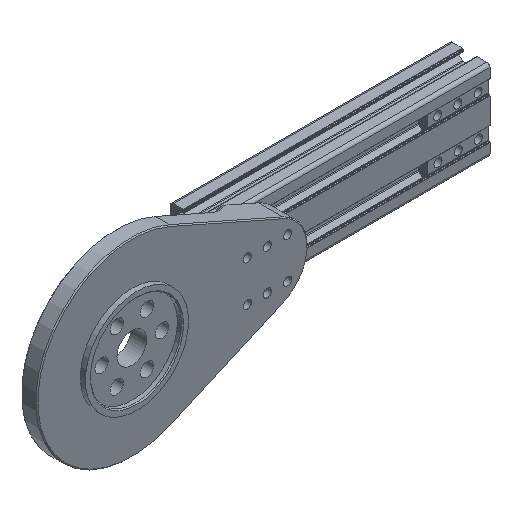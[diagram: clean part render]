
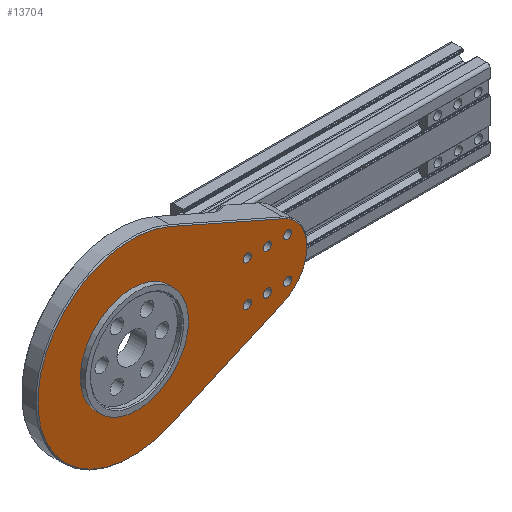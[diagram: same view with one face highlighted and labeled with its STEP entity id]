
A CAD part, isometric view. The second image highlights one B-rep face of the part: STEP entity #13704.
In plain terms, the highlighted face is planar.
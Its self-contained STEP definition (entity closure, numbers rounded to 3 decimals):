
#727=FACE_BOUND('',#2126,.T.);
#728=FACE_BOUND('',#2127,.T.);
#729=FACE_BOUND('',#2128,.T.);
#730=FACE_BOUND('',#2129,.T.);
#731=FACE_BOUND('',#2130,.T.);
#732=FACE_BOUND('',#2131,.T.);
#733=FACE_BOUND('',#2132,.T.);
#1405=FACE_OUTER_BOUND('',#2125,.T.);
#2125=EDGE_LOOP('',(#12462,#12463,#12464,#12465));
#2126=EDGE_LOOP('',(#12466));
#2127=EDGE_LOOP('',(#12467));
#2128=EDGE_LOOP('',(#12468));
#2129=EDGE_LOOP('',(#12469));
#2130=EDGE_LOOP('',(#12470));
#2131=EDGE_LOOP('',(#12471));
#2132=EDGE_LOOP('',(#12472));
#3327=LINE('',#24718,#4508);
#3331=LINE('',#24730,#4512);
#4508=VECTOR('',#18856,10.);
#4512=VECTOR('',#18868,10.);
#5086=CIRCLE('',#15098,19.5);
#5088=CIRCLE('',#15102,46.5);
#5090=CIRCLE('',#15107,25.5);
#5091=CIRCLE('',#15108,2.);
#5092=CIRCLE('',#15109,2.);
#5093=CIRCLE('',#15110,2.);
#5094=CIRCLE('',#15111,2.);
#5095=CIRCLE('',#15112,2.);
#5096=CIRCLE('',#15113,2.);
#6434=VERTEX_POINT('',#24711);
#6437=VERTEX_POINT('',#24716);
#6438=VERTEX_POINT('',#24720);
#6440=VERTEX_POINT('',#24726);
#6448=VERTEX_POINT('',#24837);
#6449=VERTEX_POINT('',#24839);
#6450=VERTEX_POINT('',#24841);
#6451=VERTEX_POINT('',#24843);
#6452=VERTEX_POINT('',#24845);
#6453=VERTEX_POINT('',#24847);
#6454=VERTEX_POINT('',#24849);
#8450=EDGE_CURVE('',#6437,#6434,#3327,.T.);
#8453=EDGE_CURVE('',#6434,#6438,#5086,.T.);
#8456=EDGE_CURVE('',#6438,#6440,#3331,.T.);
#8458=EDGE_CURVE('',#6440,#6437,#5088,.T.);
#8468=EDGE_CURVE('',#6448,#6448,#5090,.T.);
#8469=EDGE_CURVE('',#6449,#6449,#5091,.T.);
#8470=EDGE_CURVE('',#6450,#6450,#5092,.T.);
#8471=EDGE_CURVE('',#6451,#6451,#5093,.T.);
#8472=EDGE_CURVE('',#6452,#6452,#5094,.T.);
#8473=EDGE_CURVE('',#6453,#6453,#5095,.T.);
#8474=EDGE_CURVE('',#6454,#6454,#5096,.T.);
#12462=ORIENTED_EDGE('',*,*,#8450,.F.);
#12463=ORIENTED_EDGE('',*,*,#8458,.F.);
#12464=ORIENTED_EDGE('',*,*,#8456,.F.);
#12465=ORIENTED_EDGE('',*,*,#8453,.F.);
#12466=ORIENTED_EDGE('',*,*,#8468,.T.);
#12467=ORIENTED_EDGE('',*,*,#8469,.F.);
#12468=ORIENTED_EDGE('',*,*,#8470,.F.);
#12469=ORIENTED_EDGE('',*,*,#8471,.F.);
#12470=ORIENTED_EDGE('',*,*,#8472,.F.);
#12471=ORIENTED_EDGE('',*,*,#8473,.F.);
#12472=ORIENTED_EDGE('',*,*,#8474,.F.);
#12976=PLANE('',#15106);
#13704=ADVANCED_FACE('',(#1405,#727,#728,#729,#730,#731,#732,#733),#12976,
 .F.);
#15098=AXIS2_PLACEMENT_3D('',#24724,#18862,#18863);
#15102=AXIS2_PLACEMENT_3D('',#24733,#18873,#18874);
#15106=AXIS2_PLACEMENT_3D('',#24836,#18886,#18887);
#15107=AXIS2_PLACEMENT_3D('',#24838,#18888,#18889);
#15108=AXIS2_PLACEMENT_3D('',#24840,#18890,#18891);
#15109=AXIS2_PLACEMENT_3D('',#24842,#18892,#18893);
#15110=AXIS2_PLACEMENT_3D('',#24844,#18894,#18895);
#15111=AXIS2_PLACEMENT_3D('',#24846,#18896,#18897);
#15112=AXIS2_PLACEMENT_3D('',#24848,#18898,#18899);
#15113=AXIS2_PLACEMENT_3D('',#24850,#18900,#18901);
#18856=DIRECTION('',(0.915,0.403,0.));
#18862=DIRECTION('center_axis',(0.,0.,1.));
#18863=DIRECTION('ref_axis',(1.,0.,0.));
#18868=DIRECTION('',(-0.915,0.403,0.));
#18873=DIRECTION('center_axis',(0.,0.,1.));
#18874=DIRECTION('ref_axis',(0.,-1.,0.));
#18886=DIRECTION('center_axis',(0.,0.,1.));
#18887=DIRECTION('ref_axis',(1.,0.,0.));
#18888=DIRECTION('center_axis',(0.,0.,1.));
#18889=DIRECTION('ref_axis',(-1.,0.,0.));
#18890=DIRECTION('center_axis',(0.,0.,-1.));
#18891=DIRECTION('ref_axis',(-1.,0.,0.));
#18892=DIRECTION('center_axis',(0.,0.,-1.));
#18893=DIRECTION('ref_axis',(-1.,0.,0.));
#18894=DIRECTION('center_axis',(0.,0.,-1.));
#18895=DIRECTION('ref_axis',(-1.,0.,0.));
#18896=DIRECTION('center_axis',(0.,0.,-1.));
#18897=DIRECTION('ref_axis',(-1.,0.,0.));
#18898=DIRECTION('center_axis',(0.,0.,-1.));
#18899=DIRECTION('ref_axis',(-1.,0.,0.));
#18900=DIRECTION('center_axis',(0.,0.,-1.));
#18901=DIRECTION('ref_axis',(-1.,0.,0.));
#24711=CARTESIAN_POINT('',(74.858,-17.847,51.1));
#24716=CARTESIAN_POINT('',(18.739,-42.557,51.1));
#24718=CARTESIAN_POINT('',(27.115,-38.869,51.1));
#24720=CARTESIAN_POINT('',(74.858,17.847,51.1));
#24724=CARTESIAN_POINT('Origin',(67.,0.,51.1));
#24726=CARTESIAN_POINT('',(18.739,42.557,51.1));
#24730=CARTESIAN_POINT('',(55.175,26.514,51.1));
#24733=CARTESIAN_POINT('Origin',(0.,0.,
51.1));
#24836=CARTESIAN_POINT('Origin',(20.,0.,51.1));
#24837=CARTESIAN_POINT('',(25.5,0.,51.1));
#24838=CARTESIAN_POINT('Origin',(0.,0.,51.1));
#24839=CARTESIAN_POINT('',(79.,-10.,51.1));
#24840=CARTESIAN_POINT('Origin',(77.,-10.,51.1));
#24841=CARTESIAN_POINT('',(69.,-10.,51.1));
#24842=CARTESIAN_POINT('Origin',(67.,-10.,51.1));
#24843=CARTESIAN_POINT('',(59.,-10.,51.1));
#24844=CARTESIAN_POINT('Origin',(57.,-10.,51.1));
#24845=CARTESIAN_POINT('',(79.,10.,51.1));
#24846=CARTESIAN_POINT('Origin',(77.,10.,51.1));
#24847=CARTESIAN_POINT('',(69.,10.,51.1));
#24848=CARTESIAN_POINT('Origin',(67.,10.,51.1));
#24849=CARTESIAN_POINT('',(59.,10.,51.1));
#24850=CARTESIAN_POINT('Origin',(57.,10.,51.1));
